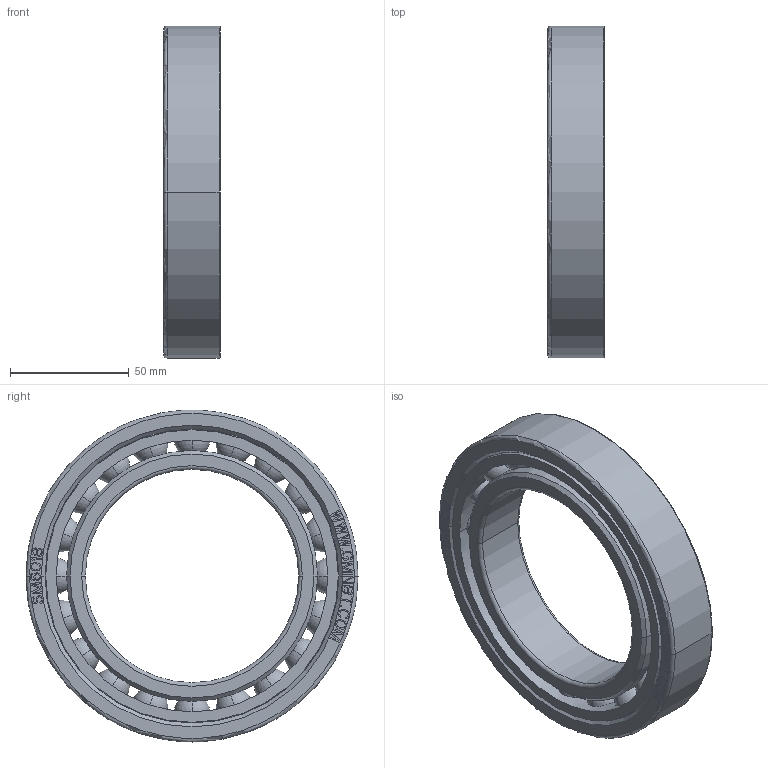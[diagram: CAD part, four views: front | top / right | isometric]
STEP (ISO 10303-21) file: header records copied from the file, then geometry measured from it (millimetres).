
FILE_DESCRIPTION((''),'2;1');
FILE_NAME('SM6018_PRT','2014-03-19T',('sales 4'),(''),'PRO/ENGINEER BY PARAMETRIC TECHNOLOGY CORPORATION, 2013150','PRO/ENGINEER BY PARAMETRIC TECHNOLOGY CORPORATION, 2013150','');
FILE_SCHEMA(('AUTOMOTIVE_DESIGN { 1 0 10303 214 1 1 1 1 }'));
Length unit declared in the file: millimetre
Products named in the file (1): SM6018_PRT
Bounding box: 24.01 x 140 x 140 mm (x, y, z)
Volume: 168007.9 mm3; surface area: 75328.1 mm2
Topology: 3 solids, 3 shells, 730 faces, 2034 edges, 1292 vertices
Faces by surface type: plane 534, cylinder 94, sphere 80, torus 12, cone 10
Entity records: 43417 total; most frequent: CARTESIAN_POINT 19034, ORIENTED_EDGE 3908, DIRECTION 3474, PRESENTATION_STYLE_ASSIGNMENT 1986, STYLED_ITEM 1957, CURVE_STYLE 1954, EDGE_CURVE 1954, VECTOR 1574
